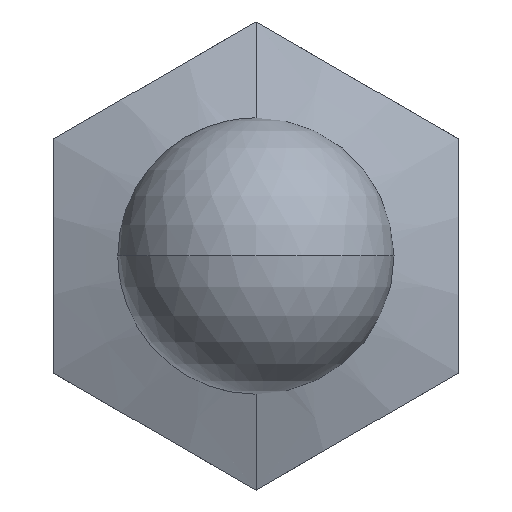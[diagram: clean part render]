
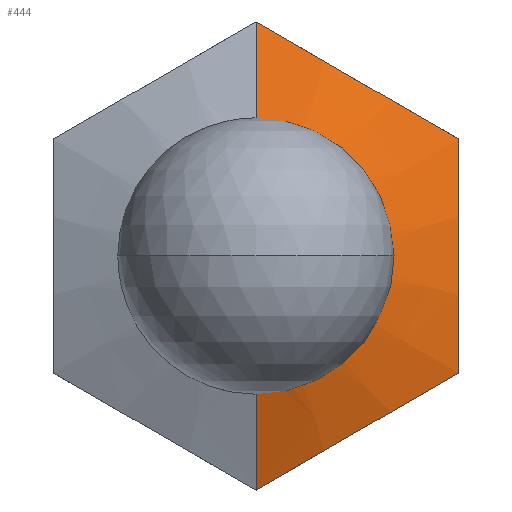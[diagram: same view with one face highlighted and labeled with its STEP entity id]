
A CAD part, front view. The second image highlights one B-rep face of the part: STEP entity #444.
In plain terms, the highlighted conical face has half-angle 70 degrees and reference radius 12.7 mm.
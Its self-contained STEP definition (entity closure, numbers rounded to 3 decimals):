
#4 = DIRECTION ( 'NONE',  ( 0., 1., 0. ) ) ;
#9 = CARTESIAN_POINT ( 'NONE',  ( 7.332, -8.624, 8.468 ) ) ;
#30 = CARTESIAN_POINT ( 'NONE',  ( 11., -8.41, -4.231 ) ) ;
#35 = CARTESIAN_POINT ( 'NONE',  ( 11., -8.253, -5.295 ) ) ;
#38 = CARTESIAN_POINT ( 'NONE',  ( 11., -8.061, -6.347 ) ) ;
#54 = DIRECTION ( 'NONE',  ( 0., 0., 1. ) ) ;
#55 = FACE_OUTER_BOUND ( 'NONE', #134, .T. ) ;
#56 = VERTEX_POINT ( 'NONE', #267 ) ;
#73 = DIRECTION ( 'NONE',  ( 0., 0., 1. ) ) ;
#75 = CARTESIAN_POINT ( 'NONE',  ( 5.5, -8.737, -9.526 ) ) ;
#93 = CARTESIAN_POINT ( 'NONE',  ( 0., -10.5, -6. ) ) ;
#94 = VECTOR ( 'NONE', #908, 1000. ) ;
#97 = VERTEX_POINT ( 'NONE', #123 ) ;
#103 = EDGE_CURVE ( 'NONE', #1154, #910, #1276, .T. ) ;
#105 = CARTESIAN_POINT ( 'NONE',  ( 3.668, -8.624, 10.584 ) ) ;
#110 = VERTEX_POINT ( 'NONE', #862 ) ;
#123 = CARTESIAN_POINT ( 'NONE',  ( 0., -8.061, 12.7 ) ) ;
#134 = EDGE_LOOP ( 'NONE', ( #1156, #440, #199, #234, #389, #664, #1192, #155, #1227, #731 ) ) ;
#137 = CARTESIAN_POINT ( 'NONE',  ( 0., -8.061, 0. ) ) ;
#155 = ORIENTED_EDGE ( 'NONE', *, *, #1142, .T. ) ;
#176 = CARTESIAN_POINT ( 'NONE',  ( 9.165, -8.41, -7.41 ) ) ;
#199 = ORIENTED_EDGE ( 'NONE', *, *, #527, .F. ) ;
#209 = CARTESIAN_POINT ( 'NONE',  ( 0.919, -8.254, 12.171 ) ) ;
#224 = CIRCLE ( 'NONE', #846, 6. ) ;
#234 = ORIENTED_EDGE ( 'NONE', *, *, #988, .T. ) ;
#267 = CARTESIAN_POINT ( 'NONE',  ( 0.003, -8.061, -12.7 ) ) ;
#280 = CARTESIAN_POINT ( 'NONE',  ( 10.997, -8.061, -6.353 ) ) ;
#281 = DIRECTION ( 'NONE',  ( 0., 1., 0. ) ) ;
#290 = VERTEX_POINT ( 'NONE', #1308 ) ;
#305 = VERTEX_POINT ( 'NONE', #550 ) ;
#361 = AXIS2_PLACEMENT_3D ( 'NONE', #137, #4, #54 ) ;
#365 = LINE ( 'NONE', #713, #94 ) ;
#373 = CARTESIAN_POINT ( 'NONE',  ( 0., -8.061, 0. ) ) ;
#378 = AXIS2_PLACEMENT_3D ( 'NONE', #1284, #678, #73 ) ;
#389 = ORIENTED_EDGE ( 'NONE', *, *, #560, .F. ) ;
#402 = VERTEX_POINT ( 'NONE', #764 ) ;
#410 = CARTESIAN_POINT ( 'NONE',  ( 10.997, -8.061, 6.353 ) ) ;
#425 = EDGE_CURVE ( 'NONE', #402, #910, #1271, .T. ) ;
#440 = ORIENTED_EDGE ( 'NONE', *, *, #663, .T. ) ;
#444 = ADVANCED_FACE ( 'NONE', ( #55 ), #1057, .T. ) ;
#477 = CARTESIAN_POINT ( 'NONE',  ( 0.919, -8.254, -12.171 ) ) ;
#479 = DIRECTION ( 'NONE',  ( 0., 0., 1. ) ) ;
#483 = CARTESIAN_POINT ( 'NONE',  ( 0., -8.061, 0. ) ) ;
#492 = DIRECTION ( 'NONE',  ( 0., 1., 0. ) ) ;
#506 = VERTEX_POINT ( 'NONE', #1162 ) ;
#511 = DIRECTION ( 'NONE',  ( 0., 1., 0. ) ) ;
#527 = EDGE_CURVE ( 'NONE', #56, #290, #562, .T. ) ;
#540 = CIRCLE ( 'NONE', #378, 12.7 ) ;
#550 = CARTESIAN_POINT ( 'NONE',  ( 10.997, -8.061, -6.353 ) ) ;
#560 = EDGE_CURVE ( 'NONE', #402, #305, #1272, .T. ) ;
#562 = CIRCLE ( 'NONE', #711, 12.7 ) ;
#586 = EDGE_CURVE ( 'NONE', #110, #674, #224, .T. ) ;
#607 = CARTESIAN_POINT ( 'NONE',  ( 11., -8.061, 6.347 ) ) ;
#615 = CARTESIAN_POINT ( 'NONE',  ( 11., -8.253, 5.294 ) ) ;
#618 = CARTESIAN_POINT ( 'NONE',  ( 9.165, -8.41, 7.41 ) ) ;
#663 = EDGE_CURVE ( 'NONE', #674, #290, #970, .T. ) ;
#664 = ORIENTED_EDGE ( 'NONE', *, *, #425, .T. ) ;
#674 = VERTEX_POINT ( 'NONE', #93 ) ;
#676 = EDGE_CURVE ( 'NONE', #110, #97, #365, .T. ) ;
#678 = DIRECTION ( 'NONE',  ( 0., 1., 0. ) ) ;
#682 = CARTESIAN_POINT ( 'NONE',  ( 3.668, -8.624, -10.584 ) ) ;
#711 = AXIS2_PLACEMENT_3D ( 'NONE', #373, #1075, #479 ) ;
#713 = CARTESIAN_POINT ( 'NONE',  ( 0., -8.061, 12.7 ) ) ;
#721 = CARTESIAN_POINT ( 'NONE',  ( 11., -8.409, 4.238 ) ) ;
#722 = CARTESIAN_POINT ( 'NONE',  ( 5.5, -8.737, 9.526 ) ) ;
#731 = ORIENTED_EDGE ( 'NONE', *, *, #676, .F. ) ;
#764 = CARTESIAN_POINT ( 'NONE',  ( 11., -8.061, -6.347 ) ) ;
#787 = CARTESIAN_POINT ( 'NONE',  ( 7.332, -8.624, -8.468 ) ) ;
#818 = CARTESIAN_POINT ( 'NONE',  ( 11., -8.623, 2.126 ) ) ;
#822 = CARTESIAN_POINT ( 'NONE',  ( 1.835, -8.41, 11.642 ) ) ;
#846 = AXIS2_PLACEMENT_3D ( 'NONE', #1088, #492, #1190 ) ;
#862 = CARTESIAN_POINT ( 'NONE',  ( 0., -10.5, 6. ) ) ;
#880 = DIRECTION ( 'NONE',  ( 0., 0., 1. ) ) ;
#881 = CARTESIAN_POINT ( 'NONE',  ( 10.081, -8.254, -6.882 ) ) ;
#882 = CARTESIAN_POINT ( 'NONE',  ( 0., -8.061, 0. ) ) ;
#901 = CARTESIAN_POINT ( 'NONE',  ( 0., -8.061, -12.7 ) ) ;
#904 = VECTOR ( 'NONE', #1100, 1000. ) ;
#908 = DIRECTION ( 'NONE',  ( 0., 0.342, 0.94 ) ) ;
#910 = VERTEX_POINT ( 'NONE', #955 ) ;
#912 = CARTESIAN_POINT ( 'NONE',  ( 11., -8.68, 1.069 ) ) ;
#918 = CARTESIAN_POINT ( 'NONE',  ( 0.003, -8.061, 12.7 ) ) ;
#937 = B_SPLINE_CURVE_WITH_KNOTS ( 'NONE', 3,
 ( #1177, #477, #1287, #682, #75, #787, #176, #881, #280 ),
 .UNSPECIFIED., .F., .F.,
 ( 4, 2, 1, 2, 4 ),
 ( 0., 0.003, 0.006, 0.01, 0.013 ),
 .UNSPECIFIED. ) ;
#949 = EDGE_CURVE ( 'NONE', #97, #506, #540, .T. ) ;
#955 = CARTESIAN_POINT ( 'NONE',  ( 11., -8.061, 6.347 ) ) ;
#970 = LINE ( 'NONE', #901, #904 ) ;
#986 = DIRECTION ( 'NONE',  ( 0., 0., 1. ) ) ;
#988 = EDGE_CURVE ( 'NONE', #56, #305, #937, .T. ) ;
#1018 = CARTESIAN_POINT ( 'NONE',  ( 10.081, -8.254, 6.882 ) ) ;
#1057 = CONICAL_SURFACE ( 'NONE', #361, 12.7, 1.222 ) ;
#1067 = B_SPLINE_CURVE_WITH_KNOTS ( 'NONE', 3,
 ( #410, #1018, #618, #9, #722, #105, #822, #209, #918 ),
 .UNSPECIFIED., .F., .F.,
 ( 4, 2, 1, 2, 4 ),
 ( 0., 0.003, 0.006, 0.01, 0.013 ),
 .UNSPECIFIED. ) ;
#1075 = DIRECTION ( 'NONE',  ( 0., 1., 0. ) ) ;
#1088 = CARTESIAN_POINT ( 'NONE',  ( 0., -10.5, 0. ) ) ;
#1100 = DIRECTION ( 'NONE',  ( 0., 0.342, -0.94 ) ) ;
#1103 = AXIS2_PLACEMENT_3D ( 'NONE', #882, #281, #986 ) ;
#1142 = EDGE_CURVE ( 'NONE', #1154, #506, #1067, .T. ) ;
#1153 = AXIS2_PLACEMENT_3D ( 'NONE', #483, #511, #880 ) ;
#1154 = VERTEX_POINT ( 'NONE', #1221 ) ;
#1156 = ORIENTED_EDGE ( 'NONE', *, *, #586, .T. ) ;
#1162 = CARTESIAN_POINT ( 'NONE',  ( 0.003, -8.061, 12.7 ) ) ;
#1177 = CARTESIAN_POINT ( 'NONE',  ( 0.003, -8.061, -12.7 ) ) ;
#1190 = DIRECTION ( 'NONE',  ( 0., 0., 1. ) ) ;
#1192 = ORIENTED_EDGE ( 'NONE', *, *, #103, .F. ) ;
#1210 = CARTESIAN_POINT ( 'NONE',  ( 11., -8.68, -1.049 ) ) ;
#1221 = CARTESIAN_POINT ( 'NONE',  ( 10.997, -8.061, 6.353 ) ) ;
#1227 = ORIENTED_EDGE ( 'NONE', *, *, #949, .F. ) ;
#1230 = CARTESIAN_POINT ( 'NONE',  ( 11., -8.624, -2.109 ) ) ;
#1271 = B_SPLINE_CURVE_WITH_KNOTS ( 'NONE', 3,
 ( #38, #35, #30, #1230, #1210, #912, #818, #721, #615, #607 ),
 .UNSPECIFIED., .F., .F.,
 ( 4, 2, 2, 2, 4 ),
 ( 0.011, 0.014, 0.017, 0.02, 0.023 ),
 .UNSPECIFIED. ) ;
#1272 = CIRCLE ( 'NONE', #1103, 12.7 ) ;
#1276 = CIRCLE ( 'NONE', #1153, 12.7 ) ;
#1284 = CARTESIAN_POINT ( 'NONE',  ( 0., -8.061, 0. ) ) ;
#1287 = CARTESIAN_POINT ( 'NONE',  ( 1.835, -8.41, -11.642 ) ) ;
#1308 = CARTESIAN_POINT ( 'NONE',  ( 0., -8.061, -12.7 ) ) ;
